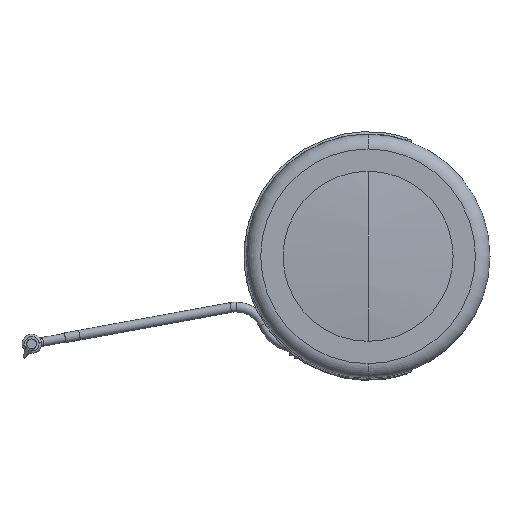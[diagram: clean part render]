
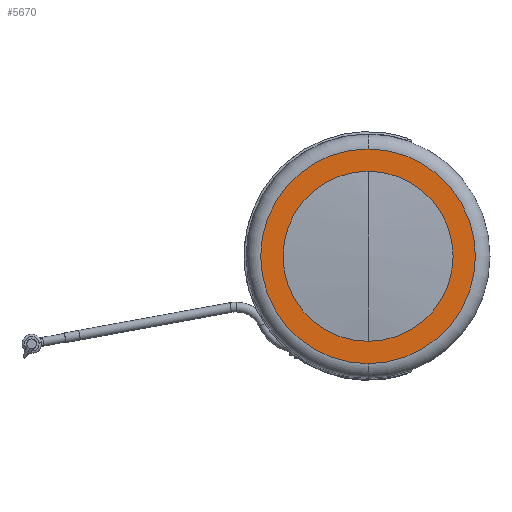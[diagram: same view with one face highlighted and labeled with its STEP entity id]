
A CAD part, left-side view. The second image highlights one B-rep face of the part: STEP entity #5670.
In plain terms, the highlighted face is planar.
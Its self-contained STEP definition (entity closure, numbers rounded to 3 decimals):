
#552 = AXIS2_PLACEMENT_3D ( 'NONE', #13636, #3404, #15357 ) ;
#650 = DIRECTION ( 'NONE',  ( 0., 0., 1. ) ) ;
#660 = AXIS2_PLACEMENT_3D ( 'NONE', #1858, #13800, #3545 ) ;
#891 = EDGE_LOOP ( 'NONE', ( #9589, #18054 ) ) ;
#939 = CIRCLE ( 'NONE', #660, 220.933 ) ;
#1858 = CARTESIAN_POINT ( 'NONE',  ( 0., -38.297, -35. ) ) ;
#1928 = CIRCLE ( 'NONE', #19935, 175. ) ;
#3404 = DIRECTION ( 'NONE',  ( 0., 0., -1. ) ) ;
#3545 = DIRECTION ( 'NONE',  ( 1., 0., 0. ) ) ;
#4047 = CARTESIAN_POINT ( 'NONE',  ( 0., -38.297, -35. ) ) ;
#5065 = VERTEX_POINT ( 'NONE', #10900 ) ;
#5670 = ADVANCED_FACE ( 'NONE', ( #14560, #5994 ), #14090, .F. ) ;
#5767 = DIRECTION ( 'NONE',  ( 1., 0., 0. ) ) ;
#5994 = FACE_OUTER_BOUND ( 'NONE', #891, .T. ) ;
#6156 = VERTEX_POINT ( 'NONE', #7324 ) ;
#6675 = EDGE_CURVE ( 'NONE', #5065, #9248, #939, .T. ) ;
#6829 = CIRCLE ( 'NONE', #17727, 175. ) ;
#7324 = CARTESIAN_POINT ( 'NONE',  ( 175., -38.297, -35. ) ) ;
#9165 = CARTESIAN_POINT ( 'NONE',  ( 0., -38.297, -35. ) ) ;
#9248 = VERTEX_POINT ( 'NONE', #14145 ) ;
#9575 = DIRECTION ( 'NONE',  ( 0., 0., 1. ) ) ;
#9589 = ORIENTED_EDGE ( 'NONE', *, *, #6675, .T. ) ;
#10148 = CIRCLE ( 'NONE', #552, 220.933 ) ;
#10638 = EDGE_CURVE ( 'NONE', #9248, #5065, #10148, .T. ) ;
#10900 = CARTESIAN_POINT ( 'NONE',  ( 220.933, -38.297, -35. ) ) ;
#11411 = ORIENTED_EDGE ( 'NONE', *, *, #21654, .T. ) ;
#11428 = VERTEX_POINT ( 'NONE', #22063 ) ;
#12608 = DIRECTION ( 'NONE',  ( 1., 0., 0. ) ) ;
#13636 = CARTESIAN_POINT ( 'NONE',  ( 0., -38.297, -35. ) ) ;
#13800 = DIRECTION ( 'NONE',  ( 0., 0., -1. ) ) ;
#14090 = PLANE ( 'NONE',  #21792 ) ;
#14145 = CARTESIAN_POINT ( 'NONE',  ( -220.933, -38.297, -35. ) ) ;
#14560 = FACE_BOUND ( 'NONE', #21647, .T. ) ;
#15357 = DIRECTION ( 'NONE',  ( 1., 0., 0. ) ) ;
#16019 = DIRECTION ( 'NONE',  ( 0., 0., 1. ) ) ;
#16617 = EDGE_CURVE ( 'NONE', #11428, #6156, #1928, .T. ) ;
#17727 = AXIS2_PLACEMENT_3D ( 'NONE', #4047, #16019, #5767 ) ;
#18054 = ORIENTED_EDGE ( 'NONE', *, *, #10638, .T. ) ;
#19704 = ORIENTED_EDGE ( 'NONE', *, *, #16617, .T. ) ;
#19797 = CARTESIAN_POINT ( 'NONE',  ( 0., -38.297, -35. ) ) ;
#19935 = AXIS2_PLACEMENT_3D ( 'NONE', #19797, #9575, #21526 ) ;
#21526 = DIRECTION ( 'NONE',  ( 1., 0., 0. ) ) ;
#21647 = EDGE_LOOP ( 'NONE', ( #11411, #19704 ) ) ;
#21654 = EDGE_CURVE ( 'NONE', #6156, #11428, #6829, .T. ) ;
#21792 = AXIS2_PLACEMENT_3D ( 'NONE', #9165, #650, #12608 ) ;
#22063 = CARTESIAN_POINT ( 'NONE',  ( -175., -38.297, -35. ) ) ;
